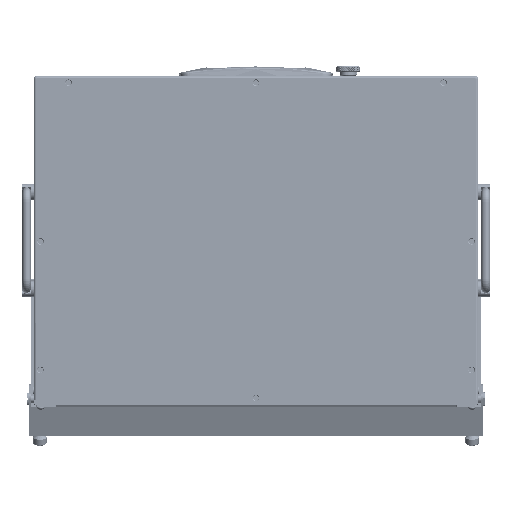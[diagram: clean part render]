
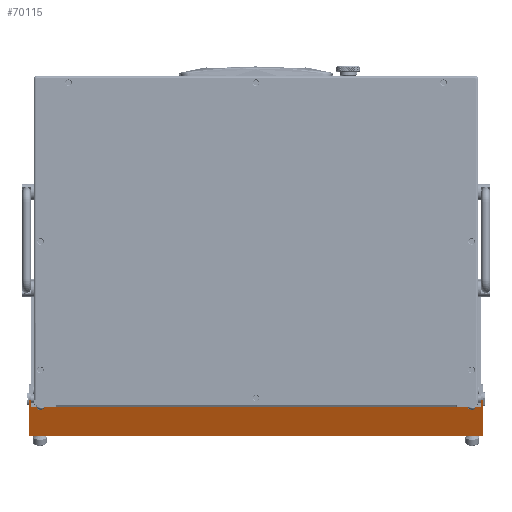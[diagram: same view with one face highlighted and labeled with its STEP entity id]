
A CAD part, front view. The second image highlights one B-rep face of the part: STEP entity #70115.
In plain terms, the highlighted face is planar.
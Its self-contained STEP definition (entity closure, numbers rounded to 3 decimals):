
#12224 = DIRECTION ( 'NONE',  ( 0., -1., 0. ) ) ;
#16060 = CARTESIAN_POINT ( 'NONE',  ( -232.5, 0., -173. ) ) ;
#17231 = EDGE_CURVE ( 'NONE', #42955, #142638, #102863, .T. ) ;
#17637 = VECTOR ( 'NONE', #178848, 1000. ) ;
#27771 = CARTESIAN_POINT ( 'NONE',  ( 234.5, -8., -173. ) ) ;
#29980 = LINE ( 'NONE', #154421, #70417 ) ;
#30704 = VECTOR ( 'NONE', #162767, 1000. ) ;
#33011 = EDGE_LOOP ( 'NONE', ( #102857, #113177, #82106, #119481, #64171, #88288, #228934, #208733 ) ) ;
#34661 = EDGE_CURVE ( 'NONE', #119165, #130653, #138297, .T. ) ;
#42955 = VERTEX_POINT ( 'NONE', #90855 ) ;
#48405 = DIRECTION ( 'NONE',  ( -1., 0., 0. ) ) ;
#50839 = LINE ( 'NONE', #16060, #17637 ) ;
#52319 = PLANE ( 'NONE',  #132030 ) ;
#59161 = LINE ( 'NONE', #161609, #30704 ) ;
#59422 = EDGE_CURVE ( 'NONE', #173518, #164385, #50839, .T. ) ;
#64171 = ORIENTED_EDGE ( 'NONE', *, *, #90695, .F. ) ;
#68076 = DIRECTION ( 'NONE',  ( 0., 1., 0. ) ) ;
#70115 = ADVANCED_FACE ( 'NONE', ( #107028 ), #52319, .F. ) ;
#70417 = VECTOR ( 'NONE', #156681, 1000. ) ;
#75009 = CARTESIAN_POINT ( 'NONE',  ( 234.5, -8., -173. ) ) ;
#82106 = ORIENTED_EDGE ( 'NONE', *, *, #155549, .F. ) ;
#84986 = CARTESIAN_POINT ( 'NONE',  ( 234.5, -8., -173. ) ) ;
#87106 = VECTOR ( 'NONE', #155747, 1000. ) ;
#87486 = EDGE_CURVE ( 'NONE', #119165, #138266, #225472, .T. ) ;
#88288 = ORIENTED_EDGE ( 'NONE', *, *, #87486, .F. ) ;
#89546 = CARTESIAN_POINT ( 'NONE',  ( 232.5, 0., -173. ) ) ;
#89946 = CARTESIAN_POINT ( 'NONE',  ( -234.5, -8., -173. ) ) ;
#90695 = EDGE_CURVE ( 'NONE', #138266, #42955, #153180, .T. ) ;
#90855 = CARTESIAN_POINT ( 'NONE',  ( -234.5, 33., -173. ) ) ;
#99608 = CARTESIAN_POINT ( 'NONE',  ( 232.5, -8., -173. ) ) ;
#102857 = ORIENTED_EDGE ( 'NONE', *, *, #59422, .T. ) ;
#102863 = LINE ( 'NONE', #104002, #146821 ) ;
#104002 = CARTESIAN_POINT ( 'NONE',  ( -234.5, 33., -173. ) ) ;
#105358 = CARTESIAN_POINT ( 'NONE',  ( 232.5, -8., -173. ) ) ;
#105518 = CARTESIAN_POINT ( 'NONE',  ( -232.5, -8., -173. ) ) ;
#107028 = FACE_OUTER_BOUND ( 'NONE', #33011, .T. ) ;
#113177 = ORIENTED_EDGE ( 'NONE', *, *, #173797, .T. ) ;
#119165 = VERTEX_POINT ( 'NONE', #75009 ) ;
#119481 = ORIENTED_EDGE ( 'NONE', *, *, #17231, .F. ) ;
#124434 = DIRECTION ( 'NONE',  ( 1., 0., 0. ) ) ;
#130653 = VERTEX_POINT ( 'NONE', #105358 ) ;
#131664 = CARTESIAN_POINT ( 'NONE',  ( 234.5, 33., -173. ) ) ;
#132030 = AXIS2_PLACEMENT_3D ( 'NONE', #194296, #159361, #124434 ) ;
#137030 = DIRECTION ( 'NONE',  ( 0., 1., 0. ) ) ;
#138266 = VERTEX_POINT ( 'NONE', #131664 ) ;
#138297 = LINE ( 'NONE', #84986, #87106 ) ;
#141745 = VECTOR ( 'NONE', #68076, 1000. ) ;
#142638 = VERTEX_POINT ( 'NONE', #89946 ) ;
#146821 = VECTOR ( 'NONE', #12224, 1000. ) ;
#153180 = LINE ( 'NONE', #191495, #228032 ) ;
#154421 = CARTESIAN_POINT ( 'NONE',  ( -232.5, 33., -173. ) ) ;
#155549 = EDGE_CURVE ( 'NONE', #142638, #173857, #59161, .T. ) ;
#155747 = DIRECTION ( 'NONE',  ( -1., 0., 0. ) ) ;
#156681 = DIRECTION ( 'NONE',  ( 0., -1., 0. ) ) ;
#159361 = DIRECTION ( 'NONE',  ( 0., 0., 1. ) ) ;
#161609 = CARTESIAN_POINT ( 'NONE',  ( -234.5, -8., -173. ) ) ;
#162767 = DIRECTION ( 'NONE',  ( 1., 0., 0. ) ) ;
#164385 = VERTEX_POINT ( 'NONE', #187848 ) ;
#173518 = VERTEX_POINT ( 'NONE', #89546 ) ;
#173797 = EDGE_CURVE ( 'NONE', #164385, #173857, #29980, .T. ) ;
#173857 = VERTEX_POINT ( 'NONE', #105518 ) ;
#178848 = DIRECTION ( 'NONE',  ( -1., 0., 0. ) ) ;
#182033 = VECTOR ( 'NONE', #137030, 1000. ) ;
#187848 = CARTESIAN_POINT ( 'NONE',  ( -232.5, 0., -173. ) ) ;
#187991 = LINE ( 'NONE', #99608, #141745 ) ;
#191495 = CARTESIAN_POINT ( 'NONE',  ( -232.5, 33., -173. ) ) ;
#194296 = CARTESIAN_POINT ( 'NONE',  ( -232.5, 33., -173. ) ) ;
#207251 = EDGE_CURVE ( 'NONE', #130653, #173518, #187991, .T. ) ;
#208733 = ORIENTED_EDGE ( 'NONE', *, *, #207251, .T. ) ;
#225472 = LINE ( 'NONE', #27771, #182033 ) ;
#228032 = VECTOR ( 'NONE', #48405, 1000. ) ;
#228934 = ORIENTED_EDGE ( 'NONE', *, *, #34661, .T. ) ;
